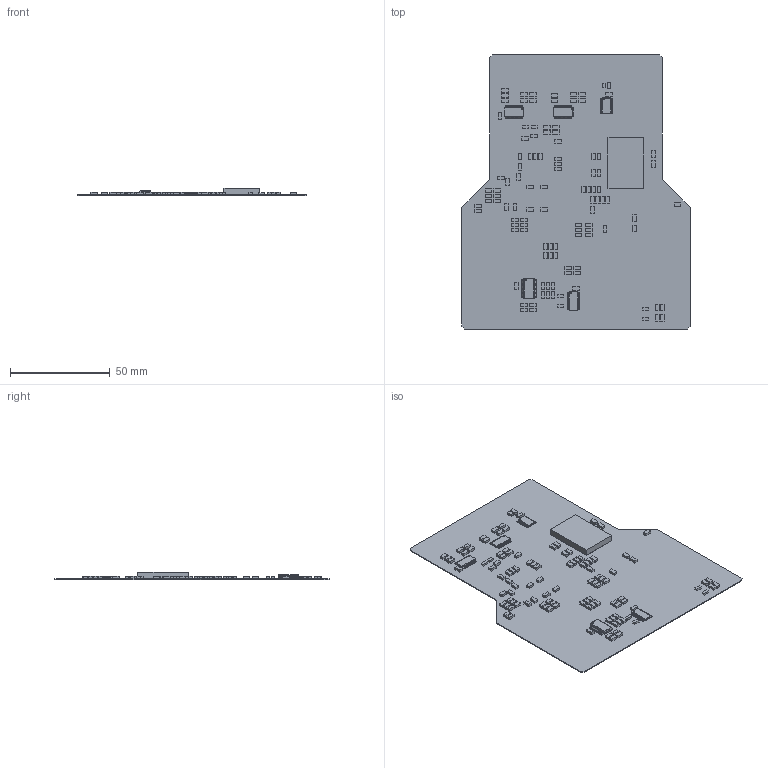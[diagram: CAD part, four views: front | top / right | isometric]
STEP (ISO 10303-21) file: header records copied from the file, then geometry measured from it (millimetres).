
FILE_DESCRIPTION(('Open CASCADE Model'),'2;1');
FILE_NAME('Open CASCADE Shape Model','2021-04-06T14:34:46',('Author'),( 'Open CASCADE'),'Open CASCADE STEP processor 6.8','Open CASCADE 6.8' ,'Unknown');
FILE_SCHEMA(('AUTOMOTIVE_DESIGN { 1 0 10303 214 1 1 1 1 }'));
Length unit declared in the file: millimetre
Products named in the file (144): PCB; Board; Open CASCADE STEP translator 6.8 1.1.1; U4_2; 6426236608; Body; PinsArrayLR; R4_15; 6495114224; Extruded; U1_1; 6426245088; Pins; C1_6; 6495113264; R4_14; U4_1; C4_15; R1_14; R1_13; U4_3; 6426245568; U2_1; 6426245408; U1_2; 6426244928; R4_13; R4_12; 6494784384; R4_11; R4_10; R4_9; R4_8; R4_5; R4_4; R4_2; R4_1; R3_24; R3_23; R3_22 ...
Assembly tree (252 placements, depth 4):
  PCB
    Board
      Open CASCADE STEP translator 6.8 1.1.1
    U4_2
      6426236608
        Body
        PinsArrayLR
    R4_15
      6495114224
        Extruded
    U1_1
      6426245088
        Body
        Pins
    C1_6
      6495113264
        Extruded
    R4_14
      6495114224
        Extruded
    U4_1
      6426236608
        Body
        PinsArrayLR
    C4_15
      6495114224
        Extruded
    R1_14
      6495113264
        Extruded
    R1_13
      6495113264
        Extruded
    U4_3
      6426245568
        Body
        PinsArrayLR
    U2_1
      6426245408
        Body
        PinsArrayLR
    U1_2
      6426244928
        Body
        PinsArrayLR
    R4_13
      6495113264
        Extruded
    R4_12
      6494784384
        Extruded
    R4_11
      6495113264
        Extruded
    R4_10
      6495113264
        Extruded
    R4_9
      6495113264
        Extruded
Bounding box: 114.3 x 137.16 x 3.71 mm (x, y, z)
Volume: 8268.6 mm3; surface area: 32543.6 mm2
Topology: 302 solids, 302 shells, 2863 faces, 6682 edges, 4428 vertices
Faces by surface type: plane 2410, cylinder 453
Full cylindrical faces by diameter (mm): 0.55 x4, 0.662 x1
Entity records: 57357 total; most frequent: CARTESIAN_POINT 9417, DIRECTION 9263, ORIENTED_EDGE 8830, EDGE_CURVE 4415, LINE 3727, VECTOR 3727, VERTEX_POINT 2922, AXIS2_PLACEMENT_3D 2768
